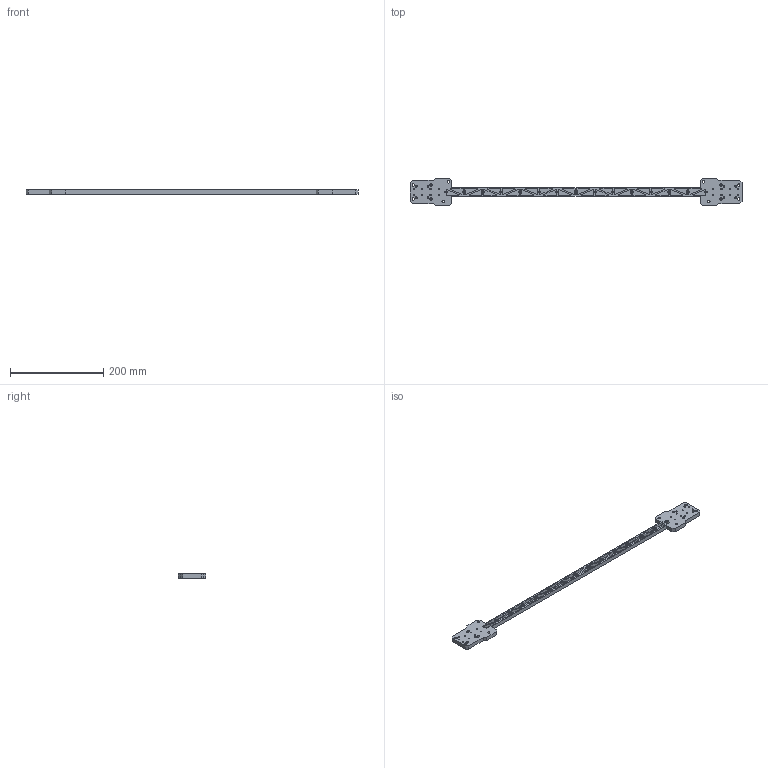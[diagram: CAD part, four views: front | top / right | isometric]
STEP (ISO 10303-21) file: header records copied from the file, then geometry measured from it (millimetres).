
FILE_DESCRIPTION(/* description */ (''),/* implementation_level */ '2;1');
FILE_NAME(/* name */ 'Carriage X New MGN9 v4.step',/* time_stamp */ '2021-08-11T15:58:35+02:00',/* author */ (''),/* organization */ (''),/* preprocessor_version */ 'ST-DEVELOPER v18.1',/* originating_system */ 'Autodesk Translation Framework v10.9.0.1377',/* authorisation */ '');
FILE_SCHEMA (('AUTOMOTIVE_DESIGN { 1 0 10303 214 3 1 1 }'));
Length unit declared in the file: millimetre
Products named in the file (1): Carriage X New MGN9
Bounding box: 712 x 60 x 8.75 mm (x, y, z)
Volume: 132503.2 mm3; surface area: 68625.7 mm2
Topology: 1 solids, 1 shells, 389 faces, 1077 edges, 718 vertices
Faces by surface type: cylinder 219, plane 170
Full cylindrical faces by diameter (mm): 2.5 x31, 4 x8, 5 x12
Entity records: 12815 total; most frequent: DIRECTION 2295, CARTESIAN_POINT 2185, ORIENTED_EDGE 2154, EDGE_CURVE 1077, AXIS2_PLACEMENT_3D 828, VERTEX_POINT 718, LINE 639, VECTOR 639
